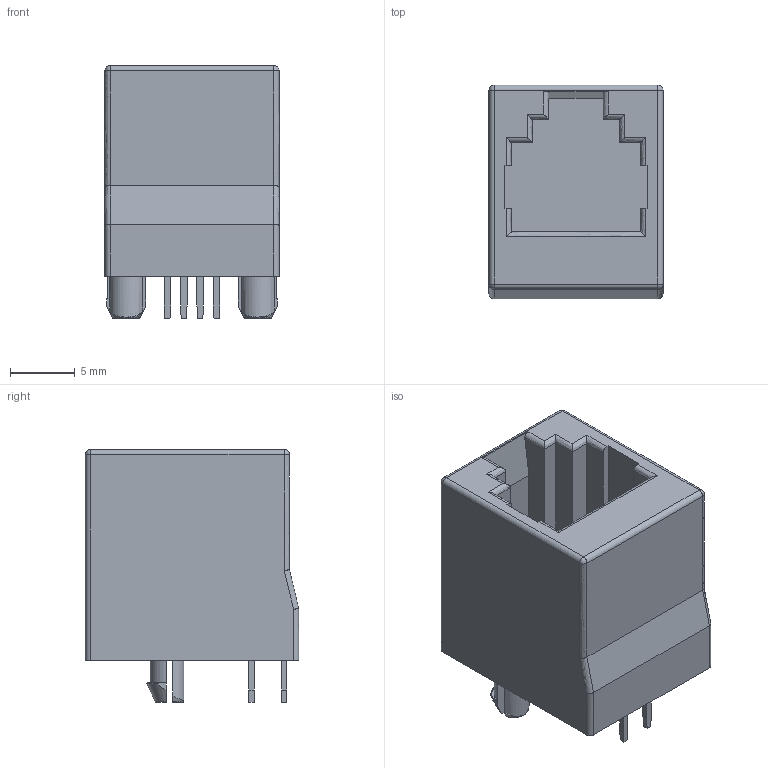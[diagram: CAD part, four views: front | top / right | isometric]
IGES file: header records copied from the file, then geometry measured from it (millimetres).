
Start section: SolidWorks IGES file using analytic representation for surfaces
Global section: file name: GDCX-PN-64_rA5.IGS; native system: SolidWorks 2014; preprocessor: SolidWorks 2014; author: Daniel; date: 141211.170735; units: millimetre
Bounding box: 13.46 x 16.5 x 19.54 mm (x, y, z)
Surface area: 1988.8 mm2 (no closed solid volume)
Topology: 0 solids, 0 shells, 115 faces, 882 edges, 878 vertices
Faces by surface type: bspline 78, revolution 37
